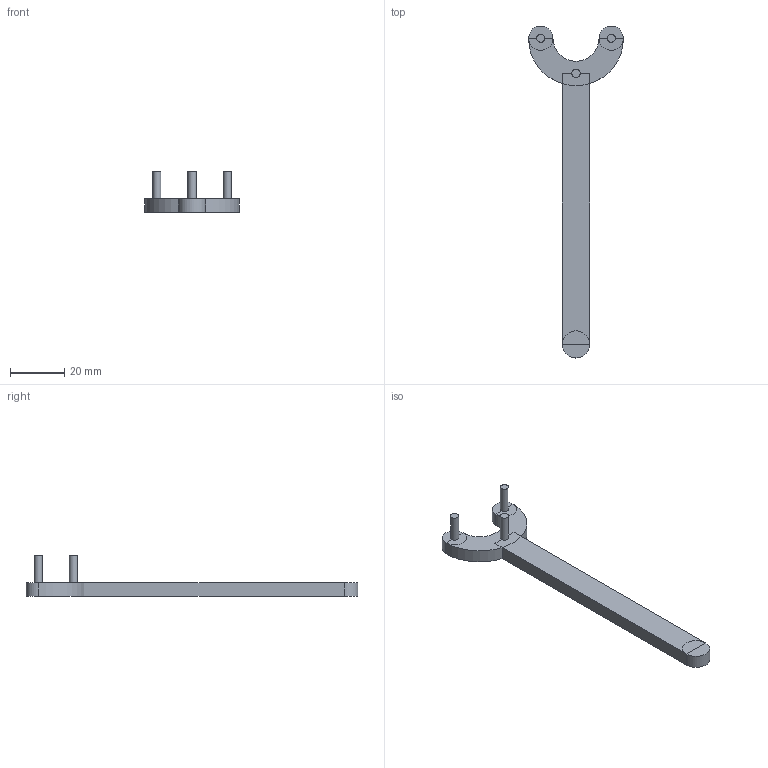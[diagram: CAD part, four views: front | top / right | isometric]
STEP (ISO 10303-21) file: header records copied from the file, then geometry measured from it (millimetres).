
FILE_DESCRIPTION(('FreeCAD Model'),'2;1');
FILE_NAME('Open CASCADE Shape Model','2023-12-01T16:39:56',(''),(''), 'Open CASCADE STEP processor 7.6','FreeCAD','Unknown');
FILE_SCHEMA(('AUTOMOTIVE_DESIGN { 1 0 10303 214 1 1 1 1 }'));
Length unit declared in the file: millimetre
Products named in the file (1): XL30WehneltWrench
Bounding box: 35 x 122.5 x 15 mm (x, y, z)
Volume: 7351.4 mm3; surface area: 4678.4 mm2
Topology: 1 solids, 1 shells, 32 faces, 59 edges, 29 vertices
Faces by surface type: plane 23, cylinder 9
Full cylindrical faces by diameter (mm): 3 x3
Entity records: 1545 total; most frequent: DIRECTION 264, CARTESIAN_POINT 247, ORIENTED_EDGE 118, PCURVE 118, DEFINITIONAL_REPRESENTATION 118, LINE 103, VECTOR 103, CIRCLE 66
